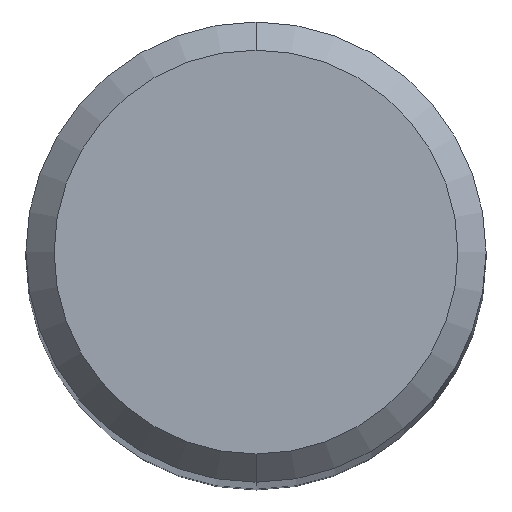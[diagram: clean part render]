
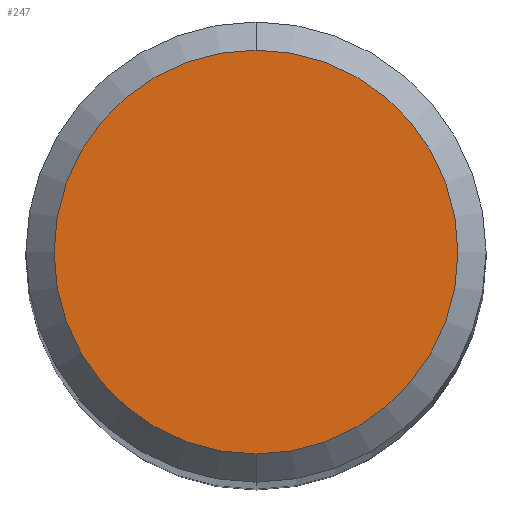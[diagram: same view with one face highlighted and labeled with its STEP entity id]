
A CAD part, top view. The second image highlights one B-rep face of the part: STEP entity #247.
In plain terms, the highlighted planar face has unit normal (0, 0, 1).
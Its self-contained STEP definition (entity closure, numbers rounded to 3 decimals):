
#165=VERTEX_POINT('',#397);
#247=ADVANCED_FACE('',(#493),#494,.T.);
#253=VERTEX_POINT('',#501);
#315=EDGE_CURVE('',#253,#165,#569,.T.);
#343=EDGE_CURVE('',#165,#253,#602,.T.);
#397=CARTESIAN_POINT('',(0.0,2.15,0.0));
#493=FACE_OUTER_BOUND('',#782,.T.);
#494=PLANE('',#783);
#501=CARTESIAN_POINT('',(0.,-2.15,0.0));
#569=CIRCLE('',#884,2.15);
#602=CIRCLE('',#922,2.15);
#782=EDGE_LOOP('',(#1090,#1091));
#783=AXIS2_PLACEMENT_3D('',#1092,#1093,#1094);
#884=AXIS2_PLACEMENT_3D('',#1191,#1192,#1193);
#922=AXIS2_PLACEMENT_3D('',#1237,#1238,#1239);
#1090=ORIENTED_EDGE('',*,*,#343,.F.);
#1091=ORIENTED_EDGE('',*,*,#315,.F.);
#1092=CARTESIAN_POINT('',(0.0,1.075,0.0));
#1093=DIRECTION('',(-0.0,0.0,1.0));
#1094=DIRECTION('',(0.0,-1.0,0.0));
#1191=CARTESIAN_POINT('',(0.0,0.0,0.0));
#1192=DIRECTION('',(0.0,0.0,-1.0));
#1193=DIRECTION('',(0.0,1.0,0.0));
#1237=CARTESIAN_POINT('',(0.0,0.0,0.0));
#1238=DIRECTION('',(0.0,0.0,-1.0));
#1239=DIRECTION('',(0.0,1.0,0.0));
